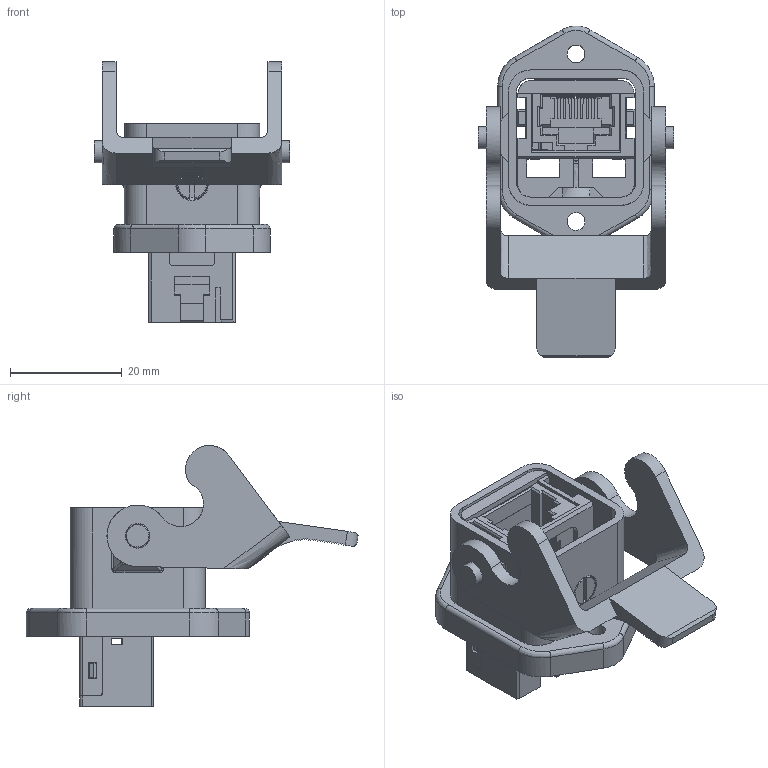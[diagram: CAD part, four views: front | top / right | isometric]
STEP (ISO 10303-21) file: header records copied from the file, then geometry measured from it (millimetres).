
FILE_DESCRIPTION((''),'2;1');
FILE_NAME('MD_09452251560.stp','2011-05-17T07:36:49',('User'),('SDRC'),'I-DEAS Master Series 9','UNIX','Yes');
FILE_SCHEMA(('CONFIG_CONTROL_DESIGN', 'GEOMETRIC_VALIDATION_PROPERTIES_MIM','SHAPE_APPEARANCE_LAYER_MIM'));
Length unit declared in the file: millimetre
Bounding box: 35 x 59.44 x 46.7 mm (x, y, z)
Volume: 3395.9 mm3; surface area: 17191.6 mm2
Topology: 4 solids, 5 shells, 1185 faces, 3491 edges, 2428 vertices
Faces by surface type: bspline 1185
Entity records: 37325 total; most frequent: CARTESIAN_POINT 17355, ORIENTED_EDGE 6686, EDGE_CURVE 3348, QUASI_UNIFORM_CURVE 2305, VERTEX_POINT 2164, EDGE_LOOP 1262, FACE_OUTER_BOUND 1185, ADVANCED_FACE 1185
